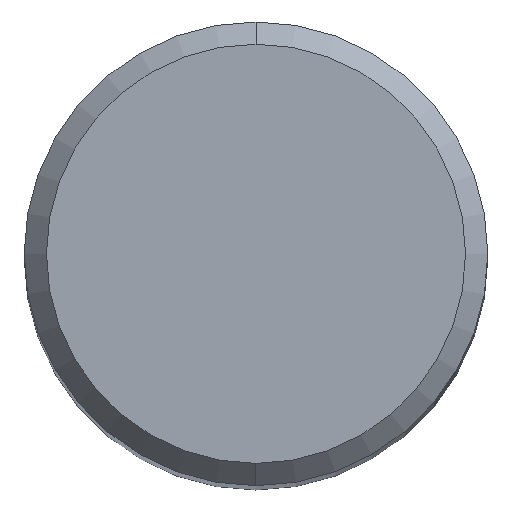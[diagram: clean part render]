
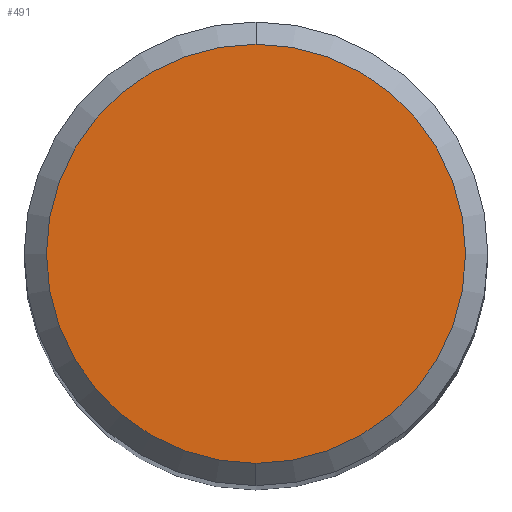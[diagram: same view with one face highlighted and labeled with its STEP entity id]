
A CAD part, top view. The second image highlights one B-rep face of the part: STEP entity #491.
In plain terms, the highlighted planar face has unit normal (0, 0, 1).
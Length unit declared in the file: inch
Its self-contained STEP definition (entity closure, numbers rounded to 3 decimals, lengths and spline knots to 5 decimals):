
#14 = CARTESIAN_POINT ( 'NONE',  ( 0., 0., 0. ) ) ;
#20 = AXIS2_PLACEMENT_3D ( 'NONE', #14, #164, #319 ) ;
#27 = PLANE ( 'NONE',  #126 ) ;
#40 = FACE_OUTER_BOUND ( 'NONE', #57, .T. ) ;
#57 = EDGE_LOOP ( 'NONE', ( #473, #356 ) ) ;
#88 = EDGE_CURVE ( 'NONE', #423, #222, #377, .T. ) ;
#119 = DIRECTION ( 'NONE',  ( 0., 0., 1. ) ) ;
#126 = AXIS2_PLACEMENT_3D ( 'NONE', #233, #238, #195 ) ;
#164 = DIRECTION ( 'NONE',  ( 0., 0., 1. ) ) ;
#194 = CIRCLE ( 'NONE', #298, 0.14125 ) ;
#195 = DIRECTION ( 'NONE',  ( 0., 1., 0. ) ) ;
#222 = VERTEX_POINT ( 'NONE', #470 ) ;
#233 = CARTESIAN_POINT ( 'NONE',  ( 0., 0.14125, 0. ) ) ;
#238 = DIRECTION ( 'NONE',  ( 0., 0., -1. ) ) ;
#298 = AXIS2_PLACEMENT_3D ( 'NONE', #456, #119, #438 ) ;
#319 = DIRECTION ( 'NONE',  ( 0., -1., 0. ) ) ;
#356 = ORIENTED_EDGE ( 'NONE', *, *, #88, .T. ) ;
#377 = CIRCLE ( 'NONE', #20, 0.14125 ) ;
#411 = EDGE_CURVE ( 'NONE', #222, #423, #194, .T. ) ;
#423 = VERTEX_POINT ( 'NONE', #430 ) ;
#430 = CARTESIAN_POINT ( 'NONE',  ( 0., -0.14125, 0. ) ) ;
#438 = DIRECTION ( 'NONE',  ( 0., -1., 0. ) ) ;
#456 = CARTESIAN_POINT ( 'NONE',  ( 0., 0., 0. ) ) ;
#470 = CARTESIAN_POINT ( 'NONE',  ( 0., 0.14125, 0. ) ) ;
#473 = ORIENTED_EDGE ( 'NONE', *, *, #411, .T. ) ;
#491 = ADVANCED_FACE ( 'NONE', ( #40 ), #27, .F. ) ;
